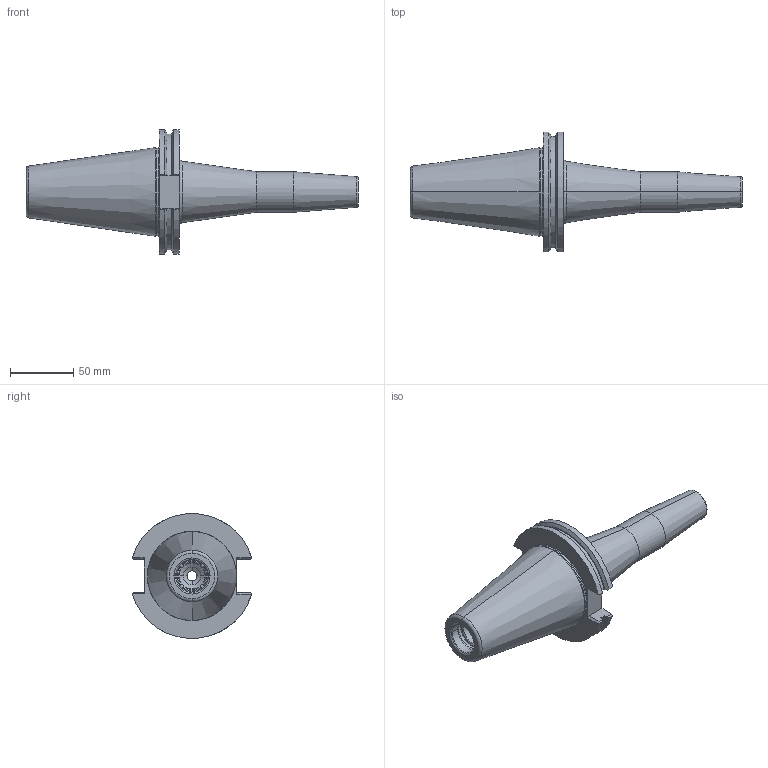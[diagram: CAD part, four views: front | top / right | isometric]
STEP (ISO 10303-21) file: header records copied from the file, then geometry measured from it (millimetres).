
FILE_DESCRIPTION((''),'2;1');
FILE_NAME('CAT50_SHANK_20130708','2020-05-11T16:52:47',('eos'),(''),'CREO PARAMETRIC BY PTC INC, 2018500','CREO PARAMETRIC BY PTC INC, 2018500','');
FILE_SCHEMA(('CONFIG_CONTROL_DESIGN'));
Length unit declared in the file: millimetre
Products named in the file (1): CAT50_SHANK_20130708
Bounding box: 261.75 x 94.43 x 98.09 mm (x, y, z)
Volume: 443516.4 mm3; surface area: 65687.4 mm2
Topology: 1 solids, 2 shells, 102 faces, 244 edges, 149 vertices
Faces by surface type: plane 30, cylinder 30, cone 28, torus 14
Entity records: 3025 total; most frequent: CARTESIAN_POINT 567, DIRECTION 541, ORIENTED_EDGE 480, EDGE_CURVE 242, AXIS2_PLACEMENT_3D 215, VERTEX_POINT 149, CIRCLE 112, VECTOR 111
